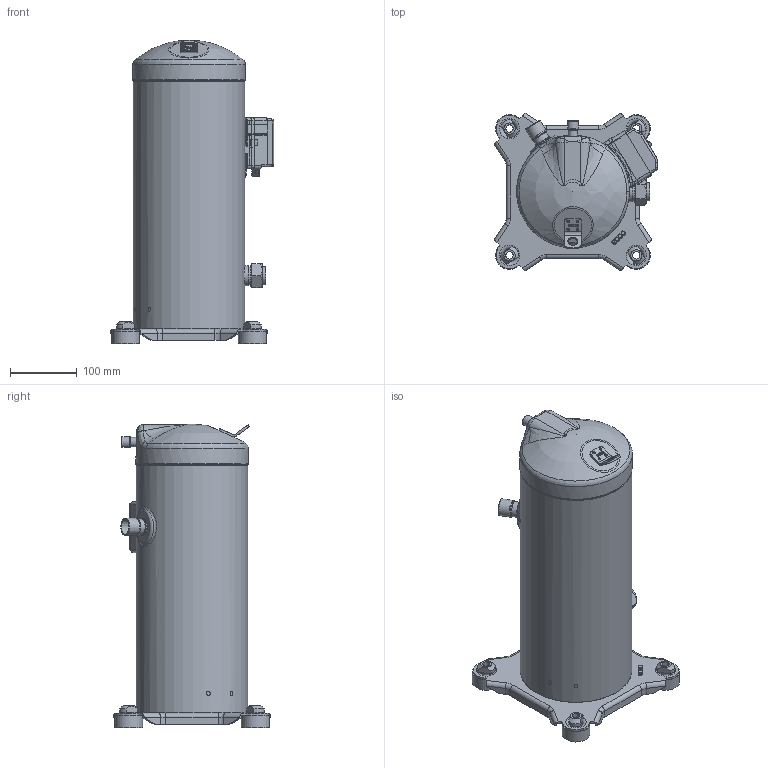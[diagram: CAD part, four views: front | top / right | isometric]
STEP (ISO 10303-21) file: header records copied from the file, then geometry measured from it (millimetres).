
FILE_DESCRIPTION(('TFLEX Exchange Step'),'2;1');
FILE_NAME('163.stp', '2024-02-17T14:13:24+03:00',('RUCO3217'),('Unknown organisation'),'TFLEX Exchange 2024.0','T-FLEX CAD','Unknown authorisation');
FILE_SCHEMA( ('AP242_MANAGED_MODEL_BASED_3D_ENGINEERING_MIM_LF {1 0 10303 442 1 1 4 }') );
Length unit declared in the file: millimetre
Products named in the file (3): 163-XR; 163xrrr; 163
Assembly tree (2 placements, depth 3):
  163
    163xrrr
      163-XR
Bounding box: 246.18 x 236.96 x 456.2 mm (x, y, z)
Volume: 1159839.6 mm3; surface area: 809648.5 mm2
Topology: 31 solids, 45 shells, 2876 faces, 8045 edges, 5399 vertices
Faces by surface type: plane 1932, cylinder 501, bspline 181, torus 124, cone 67, extrusion 37, sphere 34
Full cylindrical faces by diameter (mm): 0.2 x4, 0.46 x6, 2.1 x1, 2.975 x1, 3 x2, 3.18 x6, 3.2 x2, 3.5 x1, 3.731 x1, 4.2 x3, 4.5 x2, 5 x2, 5.5 x1, 6 x4, 7.5 x1, 8 x6, 8.8 x1, 9.2 x3, 9.5 x1, 10.4 x1, 10.88 x1, 11 x4, 11.3 x1, 12.5 x2, 12.6 x1, 12.85 x1, 13.56 x1, 14.12 x1, 15 x3, 15.52 x1
Entity records: 117830 total; most frequent: CARTESIAN_POINT 43202, ORIENTED_EDGE 16027, DIRECTION 14411, EDGE_CURVE 8027, VECTOR 5651, LINE 5614, VERTEX_POINT 5399, AXIS2_PLACEMENT_3D 4380
